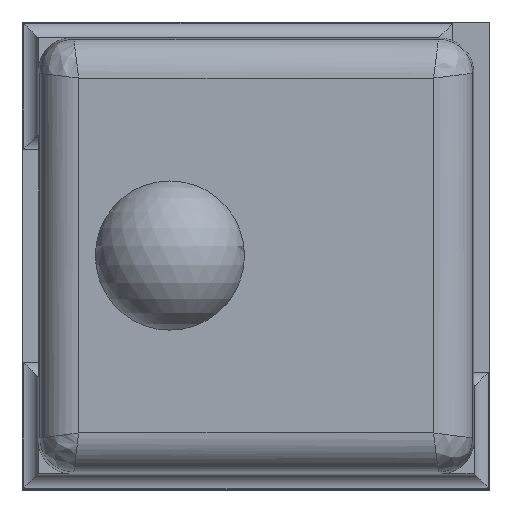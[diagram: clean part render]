
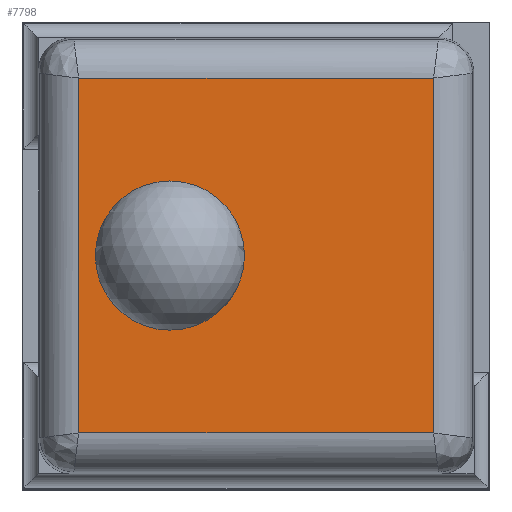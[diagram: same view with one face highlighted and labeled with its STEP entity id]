
A CAD part, top view. The second image highlights one B-rep face of the part: STEP entity #7798.
In plain terms, the highlighted planar face has unit normal (0, 0, 1).
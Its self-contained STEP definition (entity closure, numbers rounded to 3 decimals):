
#396=DIRECTION('',(0.,1.,0.));
#397=VECTOR('',#396,3.663);
#398=CARTESIAN_POINT('',(7.832,3.769,2.15));
#399=LINE('',#398,#397);
#400=DIRECTION('',(1.,0.,0.));
#401=VECTOR('',#400,3.663);
#402=CARTESIAN_POINT('',(4.169,3.769,2.15));
#403=LINE('',#402,#401);
#404=DIRECTION('',(0.,-1.,0.));
#405=VECTOR('',#404,3.663);
#406=CARTESIAN_POINT('',(4.169,7.432,2.15));
#407=LINE('',#406,#405);
#408=DIRECTION('',(-1.,0.,0.));
#409=VECTOR('',#408,3.663);
#410=CARTESIAN_POINT('',(7.832,7.432,2.15));
#411=LINE('',#410,#409);
#412=CARTESIAN_POINT('',(5.111,5.601,2.15));
#413=DIRECTION('',(0.,0.,1.));
#414=DIRECTION('',(1.,0.,0.));
#415=AXIS2_PLACEMENT_3D('',#412,#413,#414);
#417=CARTESIAN_POINT('',(5.111,5.601,2.15));
#418=DIRECTION('',(0.,0.,1.));
#419=DIRECTION('',(-1.,0.,0.));
#420=AXIS2_PLACEMENT_3D('',#417,#418,#419);
#7251=CARTESIAN_POINT('',(5.881,5.601,2.15));
#7252=CARTESIAN_POINT('',(4.341,5.601,2.15));
#7253=VERTEX_POINT('',#7251);
#7254=VERTEX_POINT('',#7252);
#7287=CARTESIAN_POINT('',(7.832,3.769,2.15));
#7288=CARTESIAN_POINT('',(7.832,7.432,2.15));
#7289=VERTEX_POINT('',#7287);
#7290=VERTEX_POINT('',#7288);
#7295=CARTESIAN_POINT('',(4.169,7.432,2.15));
#7296=VERTEX_POINT('',#7295);
#7301=CARTESIAN_POINT('',(4.169,3.769,2.15));
#7302=VERTEX_POINT('',#7301);
#7778=CARTESIAN_POINT('',(6.001,5.601,2.15));
#7779=DIRECTION('',(0.,0.,1.));
#7780=DIRECTION('',(0.,-1.,0.));
#7781=AXIS2_PLACEMENT_3D('',#7778,#7779,#7780);
#7782=PLANE('',#7781);
#7784=ORIENTED_EDGE('',*,*,#7783,.F.);
#7786=ORIENTED_EDGE('',*,*,#7785,.F.);
#7788=ORIENTED_EDGE('',*,*,#7787,.F.);
#7789=ORIENTED_EDGE('',*,*,#7762,.F.);
#7790=EDGE_LOOP('',(#7784,#7786,#7788,#7789));
#7791=FACE_OUTER_BOUND('',#7790,.F.);
#7793=ORIENTED_EDGE('',*,*,#7792,.T.);
#7795=ORIENTED_EDGE('',*,*,#7794,.T.);
#7796=EDGE_LOOP('',(#7793,#7795));
#7797=FACE_BOUND('',#7796,.F.);
#7798=ADVANCED_FACE('',(#7791,#7797),#7782,.T.);
#416=CIRCLE('',#415,0.77);
#421=CIRCLE('',#420,0.77);
#7762=EDGE_CURVE('',#7290,#7296,#411,.T.);
#7783=EDGE_CURVE('',#7289,#7290,#399,.T.);
#7785=EDGE_CURVE('',#7302,#7289,#403,.T.);
#7787=EDGE_CURVE('',#7296,#7302,#407,.T.);
#7792=EDGE_CURVE('',#7253,#7254,#416,.T.);
#7794=EDGE_CURVE('',#7254,#7253,#421,.T.);
